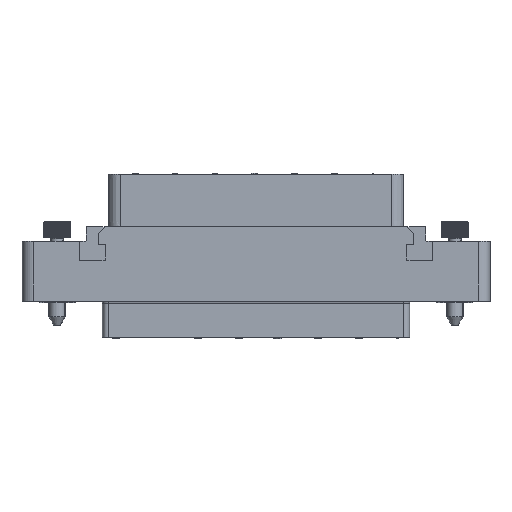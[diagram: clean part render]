
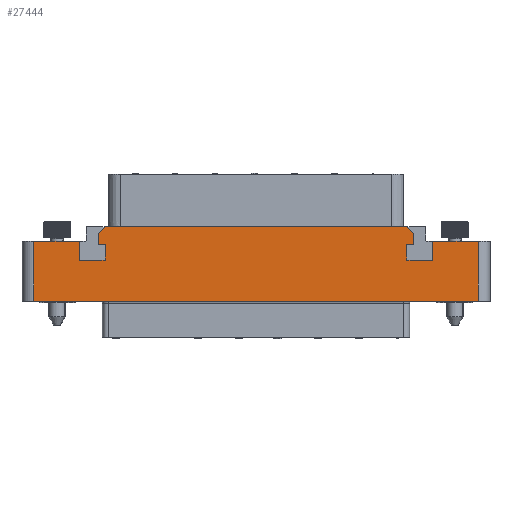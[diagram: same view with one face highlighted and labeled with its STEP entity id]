
A CAD part, top view. The second image highlights one B-rep face of the part: STEP entity #27444.
In plain terms, the highlighted planar face has unit normal (0, 0, 1).
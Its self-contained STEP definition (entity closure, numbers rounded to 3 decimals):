
#2557=DIRECTION('',(0.,-1.,0.));
#2558=VECTOR('',#2557,10.25);
#2559=CARTESIAN_POINT('',(-38.,10.25,7.));
#2560=LINE('',#2559,#2558);
#2575=DIRECTION('',(-1.,0.,0.));
#2576=VECTOR('',#2575,76.);
#2577=CARTESIAN_POINT('',(38.,0.,7.));
#2578=LINE('',#2577,#2576);
#2579=DIRECTION('',(1.,0.,0.));
#2580=VECTOR('',#2579,7.8);
#2581=CARTESIAN_POINT('',(-38.,10.25,7.));
#2582=LINE('',#2581,#2580);
#2583=DIRECTION('',(0.,-1.,0.));
#2584=VECTOR('',#2583,3.2);
#2585=CARTESIAN_POINT('',(-30.2,10.25,7.));
#2586=LINE('',#2585,#2584);
#2587=DIRECTION('',(1.,0.,0.));
#2588=VECTOR('',#2587,4.4);
#2589=CARTESIAN_POINT('',(-30.2,7.05,7.));
#2590=LINE('',#2589,#2588);
#2591=DIRECTION('',(0.,1.,0.));
#2592=VECTOR('',#2591,2.6);
#2593=CARTESIAN_POINT('',(-25.8,7.05,7.));
#2594=LINE('',#2593,#2592);
#2595=DIRECTION('',(-1.,0.,0.));
#2596=VECTOR('',#2595,1.2);
#2597=CARTESIAN_POINT('',(-25.8,9.65,7.));
#2598=LINE('',#2597,#2596);
#2599=DIRECTION('',(0.,-1.,0.));
#2600=VECTOR('',#2599,1.9);
#2601=CARTESIAN_POINT('',(-27.,11.55,7.));
#2602=LINE('',#2601,#2600);
#2603=DIRECTION('',(1.,0.,0.));
#2604=VECTOR('',#2603,51.6);
#2605=CARTESIAN_POINT('',(-25.8,12.75,7.));
#2606=LINE('',#2605,#2604);
#2607=DIRECTION('',(0.,-1.,0.));
#2608=VECTOR('',#2607,1.9);
#2609=CARTESIAN_POINT('',(27.,11.55,7.));
#2610=LINE('',#2609,#2608);
#2611=DIRECTION('',(-1.,0.,0.));
#2612=VECTOR('',#2611,1.2);
#2613=CARTESIAN_POINT('',(27.,9.65,7.));
#2614=LINE('',#2613,#2612);
#2615=DIRECTION('',(0.,-1.,0.));
#2616=VECTOR('',#2615,2.6);
#2617=CARTESIAN_POINT('',(25.8,9.65,7.));
#2618=LINE('',#2617,#2616);
#2619=DIRECTION('',(1.,0.,0.));
#2620=VECTOR('',#2619,4.4);
#2621=CARTESIAN_POINT('',(25.8,7.05,7.));
#2622=LINE('',#2621,#2620);
#2623=DIRECTION('',(0.,1.,0.));
#2624=VECTOR('',#2623,3.2);
#2625=CARTESIAN_POINT('',(30.2,7.05,7.));
#2626=LINE('',#2625,#2624);
#2627=DIRECTION('',(1.,0.,0.));
#2628=VECTOR('',#2627,7.8);
#2629=CARTESIAN_POINT('',(30.2,10.25,7.));
#2630=LINE('',#2629,#2628);
#2631=DIRECTION('',(0.,1.,0.));
#2632=VECTOR('',#2631,10.25);
#2633=CARTESIAN_POINT('',(38.,0.,7.));
#2634=LINE('',#2633,#2632);
#16004=DIRECTION('',(-0.707,-0.707,0.));
#16005=VECTOR('',#16004,1.697);
#16006=CARTESIAN_POINT('',(-25.8,12.75,7.));
#16007=LINE('',#16006,#16005);
#16028=DIRECTION('',(0.707,-0.707,0.));
#16029=VECTOR('',#16028,1.697);
#16030=CARTESIAN_POINT('',(25.8,12.75,7.));
#16031=LINE('',#16030,#16029);
#20374=CARTESIAN_POINT('',(-30.2,10.25,7.));
#20375=CARTESIAN_POINT('',(-30.2,7.05,7.));
#20376=VERTEX_POINT('',#20374);
#20377=VERTEX_POINT('',#20375);
#20378=CARTESIAN_POINT('',(-25.8,7.05,7.));
#20379=VERTEX_POINT('',#20378);
#20380=CARTESIAN_POINT('',(-25.8,9.65,7.));
#20381=VERTEX_POINT('',#20380);
#20382=CARTESIAN_POINT('',(-27.,9.65,7.));
#20383=VERTEX_POINT('',#20382);
#20384=CARTESIAN_POINT('',(27.,9.65,7.));
#20385=CARTESIAN_POINT('',(25.8,9.65,7.));
#20386=VERTEX_POINT('',#20384);
#20387=VERTEX_POINT('',#20385);
#20388=CARTESIAN_POINT('',(25.8,7.05,7.));
#20389=VERTEX_POINT('',#20388);
#20390=CARTESIAN_POINT('',(30.2,7.05,7.));
#20391=VERTEX_POINT('',#20390);
#20392=CARTESIAN_POINT('',(30.2,10.25,7.));
#20393=VERTEX_POINT('',#20392);
#20398=CARTESIAN_POINT('',(-25.8,12.75,7.));
#20400=VERTEX_POINT('',#20398);
#20402=CARTESIAN_POINT('',(-27.,11.55,7.));
#20404=VERTEX_POINT('',#20402);
#20406=CARTESIAN_POINT('',(25.8,12.75,7.));
#20408=VERTEX_POINT('',#20406);
#20410=CARTESIAN_POINT('',(27.,11.55,7.));
#20412=VERTEX_POINT('',#20410);
#20502=CARTESIAN_POINT('',(38.,0.,7.));
#20503=CARTESIAN_POINT('',(38.,10.25,7.));
#20504=VERTEX_POINT('',#20502);
#20505=VERTEX_POINT('',#20503);
#20510=CARTESIAN_POINT('',(-38.,10.25,7.));
#20511=CARTESIAN_POINT('',(-38.,0.,7.));
#20512=VERTEX_POINT('',#20510);
#20513=VERTEX_POINT('',#20511);
#27405=CARTESIAN_POINT('',(0.,0.,7.));
#27406=DIRECTION('',(0.,0.,-1.));
#27407=DIRECTION('',(-1.,0.,0.));
#27408=AXIS2_PLACEMENT_3D('',#27405,#27406,#27407);
#27409=PLANE('',#27408);
#27411=ORIENTED_EDGE('',*,*,#27410,.F.);
#27413=ORIENTED_EDGE('',*,*,#27412,.T.);
#27414=ORIENTED_EDGE('',*,*,#27395,.F.);
#27415=ORIENTED_EDGE('',*,*,#27105,.T.);
#27417=ORIENTED_EDGE('',*,*,#27416,.T.);
#27419=ORIENTED_EDGE('',*,*,#27418,.T.);
#27421=ORIENTED_EDGE('',*,*,#27420,.T.);
#27423=ORIENTED_EDGE('',*,*,#27422,.T.);
#27425=ORIENTED_EDGE('',*,*,#27424,.F.);
#27427=ORIENTED_EDGE('',*,*,#27426,.F.);
#27428=ORIENTED_EDGE('',*,*,#26522,.T.);
#27430=ORIENTED_EDGE('',*,*,#27429,.T.);
#27432=ORIENTED_EDGE('',*,*,#27431,.T.);
#27434=ORIENTED_EDGE('',*,*,#27433,.T.);
#27436=ORIENTED_EDGE('',*,*,#27435,.T.);
#27438=ORIENTED_EDGE('',*,*,#27437,.T.);
#27440=ORIENTED_EDGE('',*,*,#27439,.T.);
#27441=ORIENTED_EDGE('',*,*,#26596,.T.);
#27442=EDGE_LOOP('',(#27411,#27413,#27414,#27415,#27417,#27419,#27421,#27423,
#27425,#27427,#27428,#27430,#27432,#27434,#27436,#27438,#27440,#27441));
#27443=FACE_OUTER_BOUND('',#27442,.F.);
#27444=ADVANCED_FACE('',(#27443),#27409,.F.);
#26522=EDGE_CURVE('',#20400,#20408,#2606,.T.);
#26596=EDGE_CURVE('',#20393,#20505,#2630,.T.);
#27105=EDGE_CURVE('',#20512,#20376,#2582,.T.);
#27395=EDGE_CURVE('',#20512,#20513,#2560,.T.);
#27410=EDGE_CURVE('',#20504,#20505,#2634,.T.);
#27412=EDGE_CURVE('',#20504,#20513,#2578,.T.);
#27416=EDGE_CURVE('',#20376,#20377,#2586,.T.);
#27418=EDGE_CURVE('',#20377,#20379,#2590,.T.);
#27420=EDGE_CURVE('',#20379,#20381,#2594,.T.);
#27422=EDGE_CURVE('',#20381,#20383,#2598,.T.);
#27424=EDGE_CURVE('',#20404,#20383,#2602,.T.);
#27426=EDGE_CURVE('',#20400,#20404,#16007,.T.);
#27429=EDGE_CURVE('',#20408,#20412,#16031,.T.);
#27431=EDGE_CURVE('',#20412,#20386,#2610,.T.);
#27433=EDGE_CURVE('',#20386,#20387,#2614,.T.);
#27435=EDGE_CURVE('',#20387,#20389,#2618,.T.);
#27437=EDGE_CURVE('',#20389,#20391,#2622,.T.);
#27439=EDGE_CURVE('',#20391,#20393,#2626,.T.);
